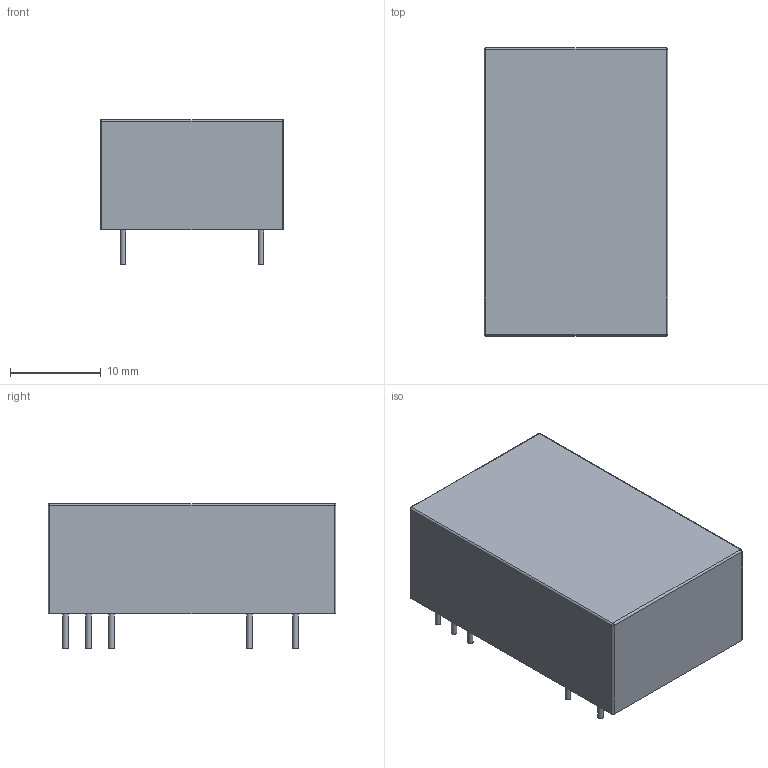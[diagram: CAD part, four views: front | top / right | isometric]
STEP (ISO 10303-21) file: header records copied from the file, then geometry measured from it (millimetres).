
FILE_DESCRIPTION(('FreeCAD Model'),'2;1');
FILE_NAME('Open CASCADE Shape Model','2026-03-20T14:37:31',(''),(''), 'Open CASCADE STEP processor 7.8','FreeCAD','Unknown');
FILE_SCHEMA(('AUTOMOTIVE_DESIGN { 1 0 10303 214 1 1 1 1 }'));
Length unit declared in the file: millimetre
Products named in the file (11): CQW_A_6K; pin 1; pin 2; pin 9; pin 11; pin 14; pin 16; pin 22; pin 23; pin 3; case
Assembly tree (10 placements, depth 2):
  CQW_A_6K
    pin 1
    pin 2
    pin 9
    pin 11
    pin 14
    pin 16
    pin 22
    pin 23
    pin 3
    case
Bounding box: 20.3 x 31.8 x 16.01 mm (x, y, z)
Volume: 7783.5 mm3; surface area: 2646.1 mm2
Topology: 10 solids, 10 shells, 62 faces, 107 edges, 62 vertices
Faces by surface type: plane 29, cylinder 25, sphere 4, torus 4
Full cylindrical faces by diameter (mm): 0.6 x9
Entity records: 1716 total; most frequent: DIRECTION 303, CARTESIAN_POINT 238, ORIENTED_EDGE 206, AXIS2_PLACEMENT_3D 127, EDGE_CURVE 103, FACE_BOUND 63, EDGE_LOOP 63, ADVANCED_FACE 62
